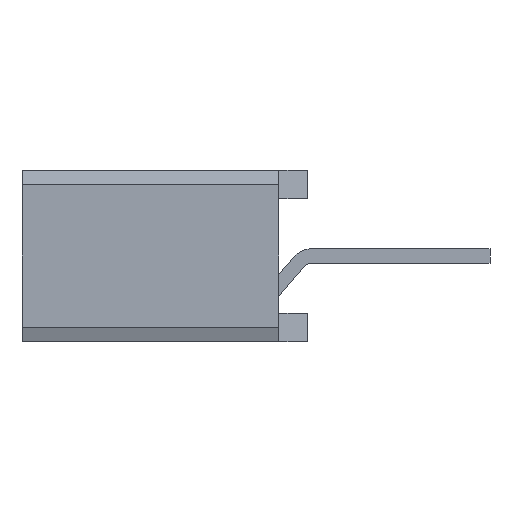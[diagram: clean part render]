
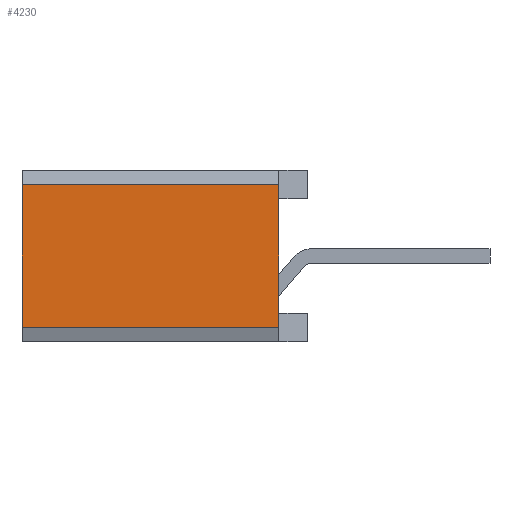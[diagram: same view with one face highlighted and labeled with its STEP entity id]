
A CAD part, left-side view. The second image highlights one B-rep face of the part: STEP entity #4230.
In plain terms, the highlighted planar face has unit normal (-1, 0, 0).
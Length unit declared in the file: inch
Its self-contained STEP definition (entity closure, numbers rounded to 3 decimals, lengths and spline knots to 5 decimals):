
#232=ORIENTED_EDGE('',*,*,#1437,.T.);
#233=ORIENTED_EDGE('',*,*,#1438,.T.);
#234=ORIENTED_EDGE('',*,*,#1439,.T.);
#235=ORIENTED_EDGE('',*,*,#1440,.F.);
#1437=EDGE_CURVE('',#2030,#2031,#2457,.T.);
#1438=EDGE_CURVE('',#2031,#2032,#2458,.T.);
#1439=EDGE_CURVE('',#2032,#2033,#2459,.T.);
#1440=EDGE_CURVE('',#2030,#2033,#2460,.T.);
#2030=VERTEX_POINT('',#6117);
#2031=VERTEX_POINT('',#6118);
#2032=VERTEX_POINT('',#6120);
#2033=VERTEX_POINT('',#6122);
#2457=LINE('',#6116,#3045);
#2458=LINE('',#6119,#3046);
#2459=LINE('',#6121,#3047);
#2460=LINE('',#6123,#3048);
#3045=VECTOR('',#4926,39.37008);
#3046=VECTOR('',#4927,39.37008);
#3047=VECTOR('',#4928,39.37008);
#3048=VECTOR('',#4929,39.37008);
#3522=EDGE_LOOP('',(#232,#233,#234,#235));
#3768=FACE_BOUND('',#3522,.T.);
#4014=PLANE('',#4496);
#4230=ADVANCED_FACE('',(#3768),#4014,.F.);
#4496=AXIS2_PLACEMENT_3D('',#6115,#4924,#4925);
#4924=DIRECTION('',(1.,0.,0.));
#4925=DIRECTION('',(0.,0.,-1.));
#4926=DIRECTION('',(0.,-1.,0.));
#4927=DIRECTION('',(0.,0.,1.));
#4928=DIRECTION('',(0.,1.,0.));
#4929=DIRECTION('',(0.,0.,1.));
#6115=CARTESIAN_POINT('',(-0.3,0.2,-0.06));
#6116=CARTESIAN_POINT('',(-0.3,0.2,-0.05));
#6117=CARTESIAN_POINT('',(-0.3,0.2,-0.05));
#6118=CARTESIAN_POINT('',(-0.3,0.02,-0.05));
#6119=CARTESIAN_POINT('',(-0.3,0.02,-0.04));
#6120=CARTESIAN_POINT('',(-0.3,0.02,0.05));
#6121=CARTESIAN_POINT('',(-0.3,0.2,0.05));
#6122=CARTESIAN_POINT('',(-0.3,0.2,0.05));
#6123=CARTESIAN_POINT('',(-0.3,0.2,-0.06));
